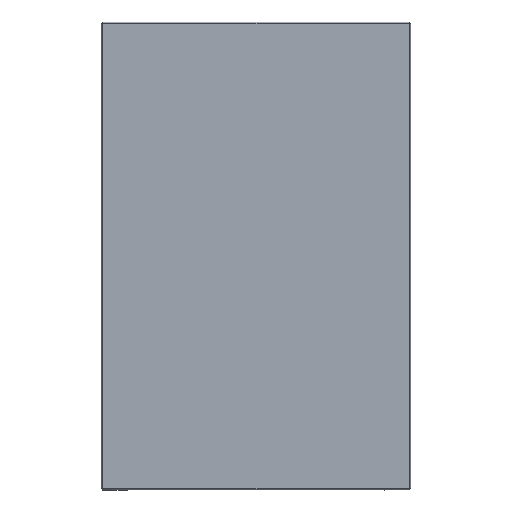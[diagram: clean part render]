
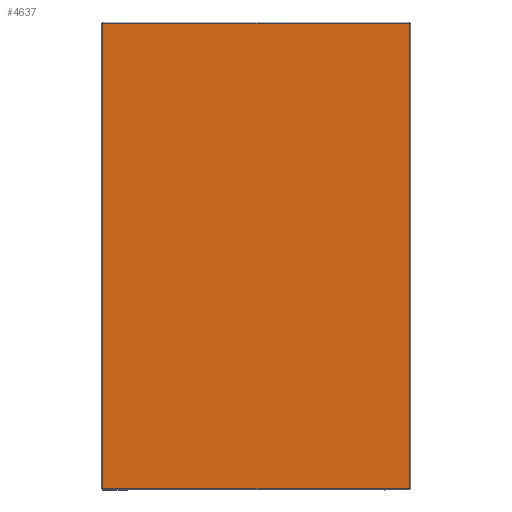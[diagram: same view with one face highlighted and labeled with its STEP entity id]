
A CAD part, left-side view. The second image highlights one B-rep face of the part: STEP entity #4637.
In plain terms, the highlighted planar face has unit normal (-1, 0, 0).
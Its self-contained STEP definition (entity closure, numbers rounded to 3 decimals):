
#330 = CARTESIAN_POINT ( 'NONE',  ( 0., 0., 0. ) ) ;
#562 = VECTOR ( 'NONE', #940, 1000. ) ;
#577 = LINE ( 'NONE', #3073, #1984 ) ;
#646 = VERTEX_POINT ( 'NONE', #5074 ) ;
#722 = DIRECTION ( 'NONE',  ( 0., 1., 0. ) ) ;
#752 = LINE ( 'NONE', #1683, #562 ) ;
#940 = DIRECTION ( 'NONE',  ( 0., 0., 1. ) ) ;
#1084 = VECTOR ( 'NONE', #722, 1000. ) ;
#1177 = CARTESIAN_POINT ( 'NONE',  ( 0., 4834.5, -451. ) ) ;
#1311 = CARTESIAN_POINT ( 'NONE',  ( 0., 297., 451. ) ) ;
#1473 = VECTOR ( 'NONE', #4265, 1000. ) ;
#1474 = DIRECTION ( 'NONE',  ( -1., 0., 0. ) ) ;
#1666 = EDGE_CURVE ( 'NONE', #4976, #3117, #577, .T. ) ;
#1683 = CARTESIAN_POINT ( 'NONE',  ( 0., -297., -4988.5 ) ) ;
#1930 = EDGE_CURVE ( 'NONE', #646, #4976, #2389, .T. ) ;
#1943 = CARTESIAN_POINT ( 'NONE',  ( 0., 297., -451. ) ) ;
#1984 = VECTOR ( 'NONE', #3688, 1000. ) ;
#2216 = PLANE ( 'NONE',  #4278 ) ;
#2265 = DIRECTION ( 'NONE',  ( 0., 0., 1. ) ) ;
#2297 = CARTESIAN_POINT ( 'NONE',  ( 0., -297., -451. ) ) ;
#2389 = LINE ( 'NONE', #5007, #1084 ) ;
#2467 = ORIENTED_EDGE ( 'NONE', *, *, #2957, .T. ) ;
#2477 = ORIENTED_EDGE ( 'NONE', *, *, #1930, .T. ) ;
#2957 = EDGE_CURVE ( 'NONE', #4166, #646, #752, .T. ) ;
#3073 = CARTESIAN_POINT ( 'NONE',  ( 0., 297., 4988.5 ) ) ;
#3094 = FACE_OUTER_BOUND ( 'NONE', #3986, .T. ) ;
#3117 = VERTEX_POINT ( 'NONE', #1943 ) ;
#3291 = ORIENTED_EDGE ( 'NONE', *, *, #1666, .T. ) ;
#3443 = LINE ( 'NONE', #1177, #1473 ) ;
#3688 = DIRECTION ( 'NONE',  ( 0., 0., -1. ) ) ;
#3986 = EDGE_LOOP ( 'NONE', ( #2477, #3291, #4225, #2467 ) ) ;
#4166 = VERTEX_POINT ( 'NONE', #2297 ) ;
#4225 = ORIENTED_EDGE ( 'NONE', *, *, #4772, .T. ) ;
#4265 = DIRECTION ( 'NONE',  ( 0., -1., 0. ) ) ;
#4278 = AXIS2_PLACEMENT_3D ( 'NONE', #330, #1474, #2265 ) ;
#4637 = ADVANCED_FACE ( 'NONE', ( #3094 ), #2216, .T. ) ;
#4772 = EDGE_CURVE ( 'NONE', #3117, #4166, #3443, .T. ) ;
#4976 = VERTEX_POINT ( 'NONE', #1311 ) ;
#5007 = CARTESIAN_POINT ( 'NONE',  ( 0., -4834.5, 451. ) ) ;
#5074 = CARTESIAN_POINT ( 'NONE',  ( 0., -297., 451. ) ) ;
